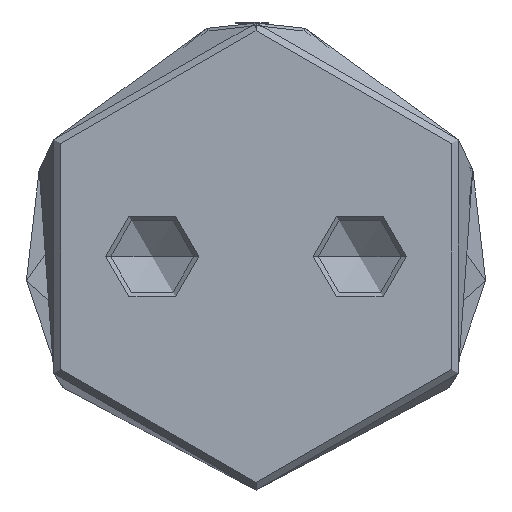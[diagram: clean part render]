
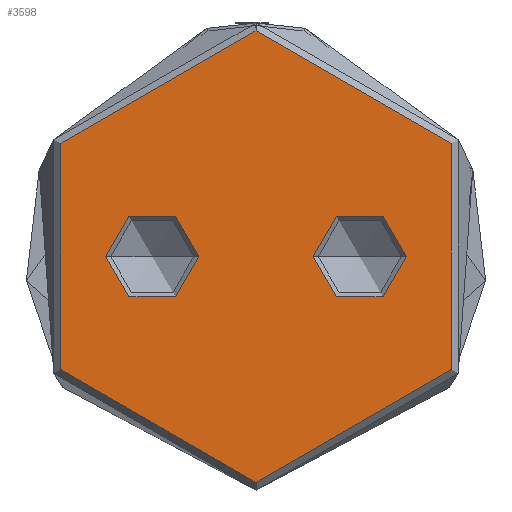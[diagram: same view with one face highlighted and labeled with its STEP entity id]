
A CAD part, front view. The second image highlights one B-rep face of the part: STEP entity #3598.
In plain terms, the highlighted face is planar.
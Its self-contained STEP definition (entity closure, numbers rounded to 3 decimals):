
#104 = CIRCLE ( 'NONE', #1800, 4.5 ) ;
#305 = CARTESIAN_POINT ( 'NONE',  ( 5.5, 0., 0. ) ) ;
#340 = DIRECTION ( 'NONE',  ( 0., 0., -1. ) ) ;
#572 = CARTESIAN_POINT ( 'NONE',  ( -10., 0., 0. ) ) ;
#716 = EDGE_CURVE ( 'NONE', #1332, #1583, #104, .T. ) ;
#802 = FACE_OUTER_BOUND ( 'NONE', #2461, .T. ) ;
#852 = DIRECTION ( 'NONE',  ( 0., 0., 1. ) ) ;
#885 = PLANE ( 'NONE',  #1509 ) ;
#975 = VERTEX_POINT ( 'NONE', #995 ) ;
#995 = CARTESIAN_POINT ( 'NONE',  ( 0., -21.75, 0. ) ) ;
#1017 = CARTESIAN_POINT ( 'NONE',  ( 0., 0., 0. ) ) ;
#1056 = DIRECTION ( 'NONE',  ( -1., 0., 0. ) ) ;
#1082 = VERTEX_POINT ( 'NONE', #2106 ) ;
#1096 = CIRCLE ( 'NONE', #4970, 4.5 ) ;
#1176 = CIRCLE ( 'NONE', #4276, 4.5 ) ;
#1332 = VERTEX_POINT ( 'NONE', #2927 ) ;
#1405 = EDGE_LOOP ( 'NONE', ( #3328, #3489 ) ) ;
#1488 = DIRECTION ( 'NONE',  ( 0., 1., 0. ) ) ;
#1493 = VERTEX_POINT ( 'NONE', #5185 ) ;
#1509 = AXIS2_PLACEMENT_3D ( 'NONE', #4086, #4525, #1824 ) ;
#1583 = VERTEX_POINT ( 'NONE', #305 ) ;
#1627 = CIRCLE ( 'NONE', #3813, 21.75 ) ;
#1800 = AXIS2_PLACEMENT_3D ( 'NONE', #5465, #5504, #5520 ) ;
#1824 = DIRECTION ( 'NONE',  ( 0., 1., 0. ) ) ;
#2041 = FACE_BOUND ( 'NONE', #3815, .T. ) ;
#2106 = CARTESIAN_POINT ( 'NONE',  ( -14.5, 0., 0. ) ) ;
#2461 = EDGE_LOOP ( 'NONE', ( #4048, #4060 ) ) ;
#2651 = DIRECTION ( 'NONE',  ( 0., 0., -1. ) ) ;
#2862 = AXIS2_PLACEMENT_3D ( 'NONE', #3107, #340, #3577 ) ;
#2927 = CARTESIAN_POINT ( 'NONE',  ( 14.5, 0., 0. ) ) ;
#3107 = CARTESIAN_POINT ( 'NONE',  ( 0., 0., 0. ) ) ;
#3134 = CARTESIAN_POINT ( 'NONE',  ( 0., 21.75, 0. ) ) ;
#3197 = EDGE_CURVE ( 'NONE', #1583, #1332, #1176, .T. ) ;
#3203 = ORIENTED_EDGE ( 'NONE', *, *, #716, .T. ) ;
#3209 = ORIENTED_EDGE ( 'NONE', *, *, #3197, .T. ) ;
#3328 = ORIENTED_EDGE ( 'NONE', *, *, #3551, .F. ) ;
#3489 = ORIENTED_EDGE ( 'NONE', *, *, #4540, .F. ) ;
#3551 = EDGE_CURVE ( 'NONE', #1082, #1493, #1096, .T. ) ;
#3577 = DIRECTION ( 'NONE',  ( 0., 1., 0. ) ) ;
#3598 = ADVANCED_FACE ( 'NONE', ( #2041, #5479, #802 ), #885, .T. ) ;
#3607 = CARTESIAN_POINT ( 'NONE',  ( 10., 0., 0. ) ) ;
#3800 = DIRECTION ( 'NONE',  ( 0., 0., -1. ) ) ;
#3813 = AXIS2_PLACEMENT_3D ( 'NONE', #1017, #4201, #1488 ) ;
#3815 = EDGE_LOOP ( 'NONE', ( #3203, #3209 ) ) ;
#4048 = ORIENTED_EDGE ( 'NONE', *, *, #4462, .T. ) ;
#4056 = DIRECTION ( 'NONE',  ( 1., 0., 0. ) ) ;
#4060 = ORIENTED_EDGE ( 'NONE', *, *, #5696, .T. ) ;
#4086 = CARTESIAN_POINT ( 'NONE',  ( 0., 0., 0. ) ) ;
#4201 = DIRECTION ( 'NONE',  ( 0., 0., -1. ) ) ;
#4276 = AXIS2_PLACEMENT_3D ( 'NONE', #3607, #852, #4056 ) ;
#4440 = CIRCLE ( 'NONE', #2862, 21.75 ) ;
#4462 = EDGE_CURVE ( 'NONE', #975, #5415, #1627, .T. ) ;
#4525 = DIRECTION ( 'NONE',  ( 0., 0., -1. ) ) ;
#4540 = EDGE_CURVE ( 'NONE', #1493, #1082, #4664, .T. ) ;
#4664 = CIRCLE ( 'NONE', #5007, 4.5 ) ;
#4970 = AXIS2_PLACEMENT_3D ( 'NONE', #5319, #2651, #5765 ) ;
#5007 = AXIS2_PLACEMENT_3D ( 'NONE', #572, #3800, #1056 ) ;
#5185 = CARTESIAN_POINT ( 'NONE',  ( -5.5, 0., 0. ) ) ;
#5319 = CARTESIAN_POINT ( 'NONE',  ( -10., 0., 0. ) ) ;
#5415 = VERTEX_POINT ( 'NONE', #3134 ) ;
#5465 = CARTESIAN_POINT ( 'NONE',  ( 10., 0., 0. ) ) ;
#5479 = FACE_BOUND ( 'NONE', #1405, .T. ) ;
#5504 = DIRECTION ( 'NONE',  ( 0., 0., 1. ) ) ;
#5520 = DIRECTION ( 'NONE',  ( 1., 0., 0. ) ) ;
#5696 = EDGE_CURVE ( 'NONE', #5415, #975, #4440, .T. ) ;
#5765 = DIRECTION ( 'NONE',  ( -1., 0., 0. ) ) ;
